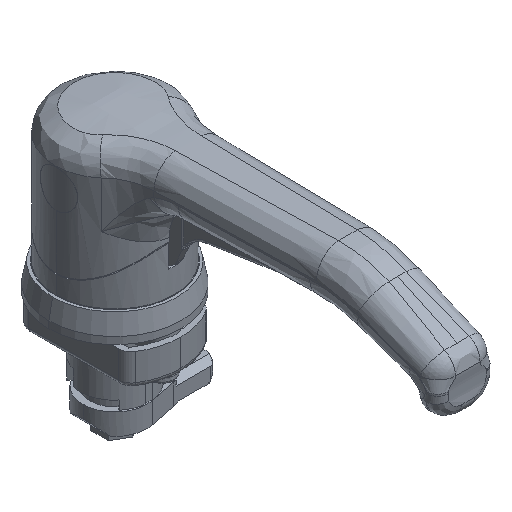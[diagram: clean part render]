
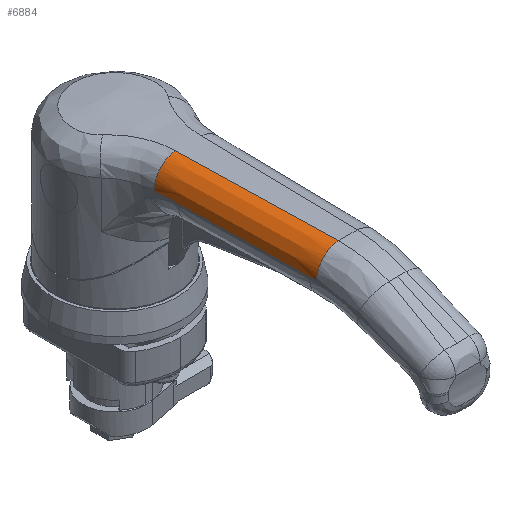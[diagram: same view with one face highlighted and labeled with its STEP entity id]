
A CAD part, isometric view. The second image highlights one B-rep face of the part: STEP entity #6884.
In plain terms, the highlighted free-form (B-spline) face has degree [2, 3] with [3, 4] control points.
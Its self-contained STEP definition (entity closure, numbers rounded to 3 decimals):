
#135 = CARTESIAN_POINT ( 'NONE',  ( -14.78, -31.36, 9.836 ) ) ;
#706 =( BOUNDED_CURVE ( )  B_SPLINE_CURVE ( 2, ( #16756, #1345, #11371 ),
 .UNSPECIFIED., .F., .F. ) 
 B_SPLINE_CURVE_WITH_KNOTS ( ( 3, 3 ),
 ( 0., 1. ),
 .UNSPECIFIED. ) 
 CURVE ( )  GEOMETRIC_REPRESENTATION_ITEM ( )  RATIONAL_B_SPLINE_CURVE ( ( 1., 0.724, 1. ) ) 
 REPRESENTATION_ITEM ( '' )  );
#883 = CARTESIAN_POINT ( 'NONE',  ( -3.965, -98.907, 19.902 ) ) ;
#1345 = CARTESIAN_POINT ( 'NONE',  ( -13.467, -99.092, 19.43 ) ) ;
#1572 = CARTESIAN_POINT ( 'NONE',  ( -13.467, -99.101, 9.914 ) ) ;
#2047 =( BOUNDED_CURVE ( )  B_SPLINE_CURVE ( 2, ( #8197, #18029, #135 ),
 .UNSPECIFIED., .F., .F. ) 
 B_SPLINE_CURVE_WITH_KNOTS ( ( 3, 3 ),
 ( 0., 1. ),
 .UNSPECIFIED. ) 
 CURVE ( )  GEOMETRIC_REPRESENTATION_ITEM ( )  RATIONAL_B_SPLINE_CURVE ( ( 1., 0.731, 1. ) ) 
 REPRESENTATION_ITEM ( '' )  );
#2841 = CARTESIAN_POINT ( 'NONE',  ( -5.465, -31.167, 19.813 ) ) ;
#3406 = VERTEX_POINT ( 'NONE', #23542 ) ;
#5595 = CARTESIAN_POINT ( 'NONE',  ( -5.465, -31.167, 19.813 ) ) ;
#5643 = EDGE_CURVE ( 'NONE', #6655, #17979, #2047, .T. ) ;
#6089 = CARTESIAN_POINT ( 'NONE',  ( -14.78, -31.36, 9.836 ) ) ;
#6655 = VERTEX_POINT ( 'NONE', #5595 ) ;
#6884 = ADVANCED_FACE ( 'NONE', ( #7336 ), #18381, .T. ) ;
#6929 = CARTESIAN_POINT ( 'NONE',  ( -13.467, -99.101, 9.914 ) ) ;
#7049 = CARTESIAN_POINT ( 'NONE',  ( -4.465, -76.327, 19.877 ) ) ;
#7336 = FACE_OUTER_BOUND ( 'NONE', #9255, .T. ) ;
#8197 = CARTESIAN_POINT ( 'NONE',  ( -5.465, -31.167, 19.813 ) ) ;
#8841 = ORIENTED_EDGE ( 'NONE', *, *, #11170, .F. ) ;
#8963 = ORIENTED_EDGE ( 'NONE', *, *, #14906, .F. ) ;
#9176 = B_SPLINE_CURVE_WITH_KNOTS ( 'NONE', 3,
 ( #6929, #24476, #22853, #15068 ),
 .UNSPECIFIED., .F., .F.,
 ( 4, 4 ),
 ( 0., 1. ),
 .UNSPECIFIED. ) ;
#9206 = VERTEX_POINT ( 'NONE', #15501 ) ;
#9255 = EDGE_LOOP ( 'NONE', ( #21051, #8841, #8963, #18297 ) ) ;
#9484 = CARTESIAN_POINT ( 'NONE',  ( -14.78, -31.348, 19.175 ) ) ;
#9563 = CARTESIAN_POINT ( 'NONE',  ( -4.965, -53.747, 19.847 ) ) ;
#11170 = EDGE_CURVE ( 'NONE', #9206, #17979, #9176, .T. ) ;
#11186 = CARTESIAN_POINT ( 'NONE',  ( -14.342, -53.941, 9.866 ) ) ;
#11371 = CARTESIAN_POINT ( 'NONE',  ( -13.467, -99.101, 9.914 ) ) ;
#11513 = CARTESIAN_POINT ( 'NONE',  ( -4.465, -76.327, 19.877 ) ) ;
#14906 = EDGE_CURVE ( 'NONE', #3406, #9206, #706, .T. ) ;
#15068 = CARTESIAN_POINT ( 'NONE',  ( -14.78, -31.36, 9.836 ) ) ;
#15284 = CARTESIAN_POINT ( 'NONE',  ( -13.905, -76.521, 9.892 ) ) ;
#15501 = CARTESIAN_POINT ( 'NONE',  ( -13.467, -99.101, 9.914 ) ) ;
#16756 = CARTESIAN_POINT ( 'NONE',  ( -3.965, -98.907, 19.902 ) ) ;
#17180 = CARTESIAN_POINT ( 'NONE',  ( -3.965, -98.907, 19.902 ) ) ;
#17979 = VERTEX_POINT ( 'NONE', #6089 ) ;
#18029 = CARTESIAN_POINT ( 'NONE',  ( -14.78, -31.348, 19.175 ) ) ;
#18297 = ORIENTED_EDGE ( 'NONE', *, *, #20176, .F. ) ;
#18381 =( BOUNDED_SURFACE ( )  B_SPLINE_SURFACE ( 2, 3, ( 
 ( #22911, #9563, #11513, #17180 ),
 ( #9484, #25202, #19281, #23155 ),
 ( #19197, #11186, #15284, #1572 ) ),
 .UNSPECIFIED., .F., .F., .F. ) 
 B_SPLINE_SURFACE_WITH_KNOTS ( ( 3, 3 ),
 ( 4, 4 ),
 ( 0., 1. ),
 ( 0.011, 0.079 ),
 .UNSPECIFIED. ) 
 GEOMETRIC_REPRESENTATION_ITEM ( )  RATIONAL_B_SPLINE_SURFACE ( (
 ( 1., 1., 1., 1.),
 ( 0.731, 0.729, 0.727, 0.724),
 ( 1., 1., 1., 1.) ) ) 
 REPRESENTATION_ITEM ( '' )  SURFACE ( )  );
#19197 = CARTESIAN_POINT ( 'NONE',  ( -14.78, -31.36, 9.836 ) ) ;
#19281 = CARTESIAN_POINT ( 'NONE',  ( -13.904, -76.577, 19.349 ) ) ;
#20176 = EDGE_CURVE ( 'NONE', #6655, #3406, #23116, .T. ) ;
#20636 = CARTESIAN_POINT ( 'NONE',  ( -4.965, -53.747, 19.847 ) ) ;
#21051 = ORIENTED_EDGE ( 'NONE', *, *, #5643, .T. ) ;
#22853 = CARTESIAN_POINT ( 'NONE',  ( -14.342, -53.941, 9.862 ) ) ;
#22911 = CARTESIAN_POINT ( 'NONE',  ( -5.465, -31.167, 19.813 ) ) ;
#23116 = B_SPLINE_CURVE_WITH_KNOTS ( 'NONE', 3,
 ( #2841, #20636, #7049, #883 ),
 .UNSPECIFIED., .F., .F.,
 ( 4, 4 ),
 ( 0., 1. ),
 .UNSPECIFIED. ) ;
#23155 = CARTESIAN_POINT ( 'NONE',  ( -13.467, -99.092, 19.43 ) ) ;
#23542 = CARTESIAN_POINT ( 'NONE',  ( -3.965, -98.907, 19.902 ) ) ;
#24476 = CARTESIAN_POINT ( 'NONE',  ( -13.905, -76.521, 9.888 ) ) ;
#25202 = CARTESIAN_POINT ( 'NONE',  ( -14.341, -53.995, 19.264 ) ) ;
